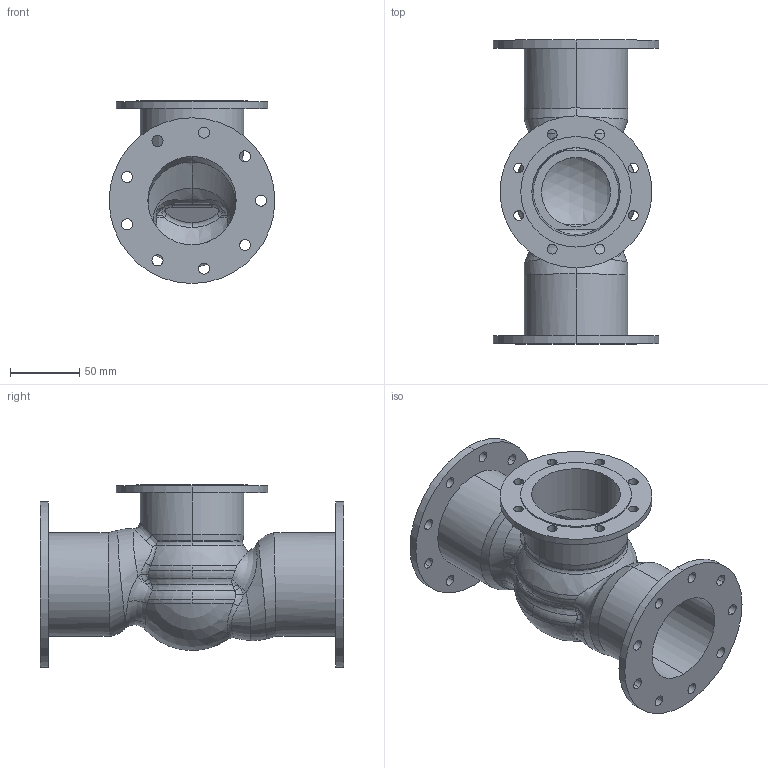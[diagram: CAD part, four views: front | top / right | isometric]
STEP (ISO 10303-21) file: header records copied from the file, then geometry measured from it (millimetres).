
FILE_DESCRIPTION(('STEP AP214'),'1');
FILE_NAME('valve_body_demo.stp','2019-08-06T05:46:34',(' '),(' '),'Spatial InterOp 3D',' ',' ');
FILE_SCHEMA(('AUTOMOTIVE_DESIGN { 1 0 10303 214 1 1 1 1 }'));
Length unit declared in the file: metre
Products named in the file (2): valve_body_demo; Component1
Assembly tree (1 placements, depth 2):
  valve_body_demo
    Component1
Bounding box: 120 x 220 x 132.5 mm (x, y, z)
Volume: 448136.4 mm3; surface area: 164060.8 mm2
Topology: 1 solids, 1 shells, 226 faces, 569 edges, 346 vertices
Faces by surface type: cylinder 76, bspline 66, torus 52, offset 12, plane 11, cone 5, sphere 4
Entity records: 33123 total; most frequent: CARTESIAN_POINT 27980, ORIENTED_EDGE 1130, DIRECTION 973, EDGE_CURVE 565, AXIS2_PLACEMENT_3D 445, VERTEX_POINT 346, CIRCLE 295, EDGE_LOOP 287
